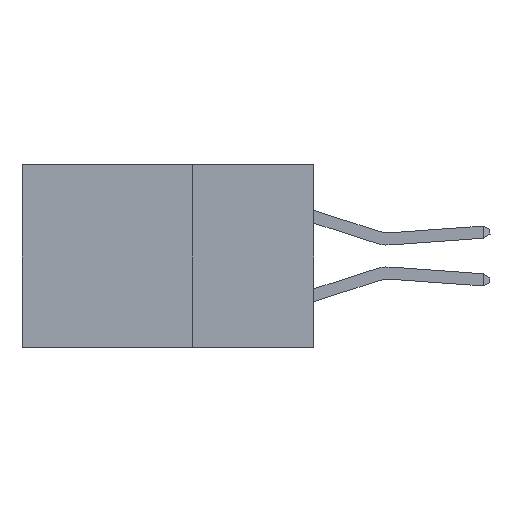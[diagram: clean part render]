
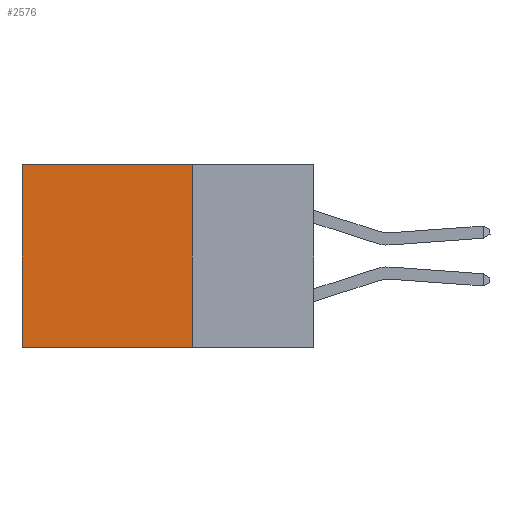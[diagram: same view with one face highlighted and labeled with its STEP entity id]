
A CAD part, left-side view. The second image highlights one B-rep face of the part: STEP entity #2576.
In plain terms, the highlighted planar face has unit normal (-1, 0, 0).
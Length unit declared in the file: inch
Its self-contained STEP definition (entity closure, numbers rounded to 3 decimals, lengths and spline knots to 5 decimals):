
#349 = ORIENTED_EDGE ( 'NONE', *, *, #9703, .T. ) ;
#785 = CARTESIAN_POINT ( 'NONE',  ( 0.2875, 0.25, 0. ) ) ;
#982 = LINE ( 'NONE', #12828, #3394 ) ;
#1033 = VECTOR ( 'NONE', #10296, 39.37008 ) ;
#1098 = EDGE_CURVE ( 'NONE', #12787, #7424, #6470, .T. ) ;
#1130 = FACE_OUTER_BOUND ( 'NONE', #11137, .T. ) ;
#1157 = CARTESIAN_POINT ( 'NONE',  ( 0.2875, 0.6, -0.375 ) ) ;
#1459 = CARTESIAN_POINT ( 'NONE',  ( 0.2875, 0.6, -0.375 ) ) ;
#2123 = CARTESIAN_POINT ( 'NONE',  ( 0.2875, 0.25, -0.375 ) ) ;
#2576 = ADVANCED_FACE ( 'NONE', ( #1130 ), #12628, .F. ) ;
#3089 = DIRECTION ( 'NONE',  ( 1., 0., 0. ) ) ;
#3296 = CARTESIAN_POINT ( 'NONE',  ( 0.2875, 0.25, -0.375 ) ) ;
#3394 = VECTOR ( 'NONE', #7218, 39.37008 ) ;
#3862 = VECTOR ( 'NONE', #5044, 39.37008 ) ;
#4113 = ORIENTED_EDGE ( 'NONE', *, *, #5158, .F. ) ;
#4465 = VERTEX_POINT ( 'NONE', #11792 ) ;
#5044 = DIRECTION ( 'NONE',  ( 0., 1., 0. ) ) ;
#5158 = EDGE_CURVE ( 'NONE', #5725, #7424, #7449, .T. ) ;
#5524 = ORIENTED_EDGE ( 'NONE', *, *, #1098, .T. ) ;
#5725 = VERTEX_POINT ( 'NONE', #3296 ) ;
#6271 = DIRECTION ( 'NONE',  ( 0., 0., -1. ) ) ;
#6470 = LINE ( 'NONE', #1157, #9157 ) ;
#7126 = ORIENTED_EDGE ( 'NONE', *, *, #8475, .F. ) ;
#7218 = DIRECTION ( 'NONE',  ( 0., 0., -1. ) ) ;
#7373 = CARTESIAN_POINT ( 'NONE',  ( 0.2875, 0.6, 0. ) ) ;
#7424 = VERTEX_POINT ( 'NONE', #1459 ) ;
#7449 = LINE ( 'NONE', #2123, #1033 ) ;
#8464 = DIRECTION ( 'NONE',  ( 0., 0., -1. ) ) ;
#8475 = EDGE_CURVE ( 'NONE', #4465, #5725, #982, .T. ) ;
#9157 = VECTOR ( 'NONE', #6271, 39.37008 ) ;
#9164 = LINE ( 'NONE', #785, #3862 ) ;
#9703 = EDGE_CURVE ( 'NONE', #4465, #12787, #9164, .T. ) ;
#10296 = DIRECTION ( 'NONE',  ( 0., 1., 0. ) ) ;
#11137 = EDGE_LOOP ( 'NONE', ( #5524, #4113, #7126, #349 ) ) ;
#11792 = CARTESIAN_POINT ( 'NONE',  ( 0.2875, 0.25, 0. ) ) ;
#12628 = PLANE ( 'NONE',  #13501 ) ;
#12768 = CARTESIAN_POINT ( 'NONE',  ( 0.2875, 0.25, -0.375 ) ) ;
#12787 = VERTEX_POINT ( 'NONE', #7373 ) ;
#12828 = CARTESIAN_POINT ( 'NONE',  ( 0.2875, 0.25, -0.375 ) ) ;
#13501 = AXIS2_PLACEMENT_3D ( 'NONE', #12768, #3089, #8464 ) ;
